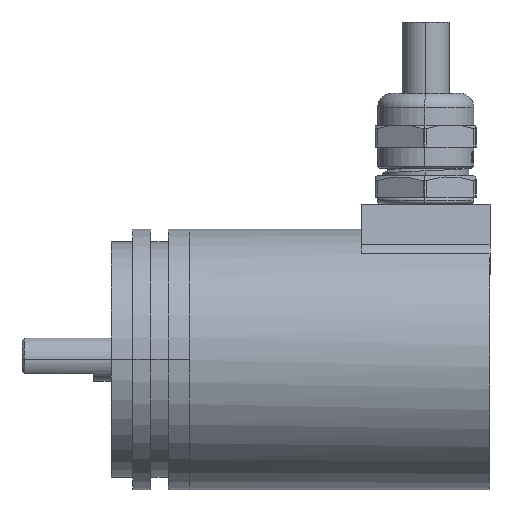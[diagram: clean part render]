
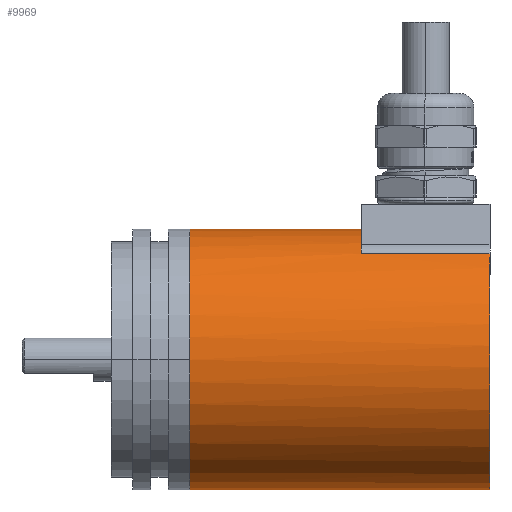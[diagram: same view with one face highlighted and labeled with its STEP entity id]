
A CAD part, left-side view. The second image highlights one B-rep face of the part: STEP entity #9969.
In plain terms, the highlighted cylindrical face has radius 18.25 mm (diameter 36.5 mm), a partial arc.
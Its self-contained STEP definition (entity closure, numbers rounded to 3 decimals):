
#127 = ORIENTED_EDGE ( 'NONE', *, *, #208, .T. ) ;
#208 = EDGE_CURVE ( 'NONE', #7486, #9180, #5924, .T. ) ;
#320 = VECTOR ( 'NONE', #9229, 1000. ) ;
#1147 = CIRCLE ( 'NONE', #5657, 18.25 ) ;
#1182 = EDGE_CURVE ( 'NONE', #1225, #6993, #2729, .T. ) ;
#1225 = VERTEX_POINT ( 'NONE', #8884 ) ;
#1271 = CARTESIAN_POINT ( 'NONE',  ( 0., 28., -18.25 ) ) ;
#1376 = CARTESIAN_POINT ( 'NONE',  ( -10.675, -14., 14.802 ) ) ;
#1525 = DIRECTION ( 'NONE',  ( 0., -1., 0. ) ) ;
#1663 = CARTESIAN_POINT ( 'NONE',  ( 0., -14., 18.25 ) ) ;
#1697 = VERTEX_POINT ( 'NONE', #7298 ) ;
#1732 = CIRCLE ( 'NONE', #8327, 18.25 ) ;
#1859 = CARTESIAN_POINT ( 'NONE',  ( 0., -14., 0. ) ) ;
#1968 = ORIENTED_EDGE ( 'NONE', *, *, #1182, .F. ) ;
#2331 = VECTOR ( 'NONE', #7102, 1000. ) ;
#2652 = DIRECTION ( 'NONE',  ( 0., -1., 0. ) ) ;
#2728 = CARTESIAN_POINT ( 'NONE',  ( 0., 28., 18.25 ) ) ;
#2729 = LINE ( 'NONE', #3670, #320 ) ;
#2765 = DIRECTION ( 'NONE',  ( 0., 0., 1. ) ) ;
#2987 = FACE_OUTER_BOUND ( 'NONE', #10892, .T. ) ;
#3515 = VECTOR ( 'NONE', #4105, 1000. ) ;
#3670 = CARTESIAN_POINT ( 'NONE',  ( 0., -14., -18.25 ) ) ;
#3674 = DIRECTION ( 'NONE',  ( 0., 1., 0. ) ) ;
#3749 = CARTESIAN_POINT ( 'NONE',  ( 0., -14., 0. ) ) ;
#4105 = DIRECTION ( 'NONE',  ( 0., 1., 0. ) ) ;
#4296 = EDGE_CURVE ( 'NONE', #1697, #9180, #1147, .T. ) ;
#4429 = AXIS2_PLACEMENT_3D ( 'NONE', #3749, #3674, #10077 ) ;
#5061 = AXIS2_PLACEMENT_3D ( 'NONE', #6966, #1525, #7874 ) ;
#5657 = AXIS2_PLACEMENT_3D ( 'NONE', #8111, #2652, #9008 ) ;
#5924 = LINE ( 'NONE', #1376, #3515 ) ;
#6275 = EDGE_CURVE ( 'NONE', #10174, #6993, #7518, .T. ) ;
#6526 = ORIENTED_EDGE ( 'NONE', *, *, #4296, .F. ) ;
#6966 = CARTESIAN_POINT ( 'NONE',  ( 0., 28., 0. ) ) ;
#6993 = VERTEX_POINT ( 'NONE', #1271 ) ;
#7102 = DIRECTION ( 'NONE',  ( 0., 1., 0. ) ) ;
#7298 = CARTESIAN_POINT ( 'NONE',  ( 0., 4., 18.25 ) ) ;
#7486 = VERTEX_POINT ( 'NONE', #8921 ) ;
#7518 = CIRCLE ( 'NONE', #5061, 18.25 ) ;
#7874 = DIRECTION ( 'NONE',  ( 0., 0., 1. ) ) ;
#8111 = CARTESIAN_POINT ( 'NONE',  ( 0., 4., 0. ) ) ;
#8209 = DIRECTION ( 'NONE',  ( 0., -1., 0. ) ) ;
#8307 = ORIENTED_EDGE ( 'NONE', *, *, #6275, .T. ) ;
#8327 = AXIS2_PLACEMENT_3D ( 'NONE', #1859, #8209, #2765 ) ;
#8502 = EDGE_CURVE ( 'NONE', #1697, #10174, #11673, .T. ) ;
#8540 = ORIENTED_EDGE ( 'NONE', *, *, #8502, .T. ) ;
#8884 = CARTESIAN_POINT ( 'NONE',  ( 0., -14., -18.25 ) ) ;
#8921 = CARTESIAN_POINT ( 'NONE',  ( -10.675, -14., 14.802 ) ) ;
#9008 = DIRECTION ( 'NONE',  ( 0., 0., 1. ) ) ;
#9101 = CYLINDRICAL_SURFACE ( 'NONE', #4429, 18.25 ) ;
#9111 = ORIENTED_EDGE ( 'NONE', *, *, #9889, .F. ) ;
#9180 = VERTEX_POINT ( 'NONE', #9416 ) ;
#9229 = DIRECTION ( 'NONE',  ( 0., 1., 0. ) ) ;
#9416 = CARTESIAN_POINT ( 'NONE',  ( -10.675, 4., 14.802 ) ) ;
#9889 = EDGE_CURVE ( 'NONE', #7486, #1225, #1732, .T. ) ;
#9969 = ADVANCED_FACE ( 'NONE', ( #2987 ), #9101, .T. ) ;
#10077 = DIRECTION ( 'NONE',  ( 0., 0., -1. ) ) ;
#10174 = VERTEX_POINT ( 'NONE', #2728 ) ;
#10892 = EDGE_LOOP ( 'NONE', ( #6526, #8540, #8307, #1968, #9111, #127 ) ) ;
#11673 = LINE ( 'NONE', #1663, #2331 ) ;
